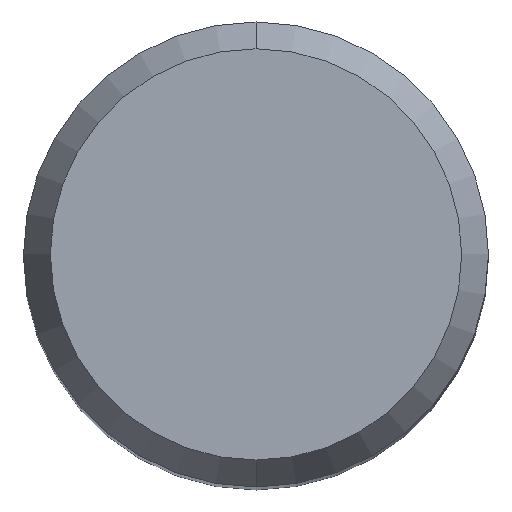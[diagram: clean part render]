
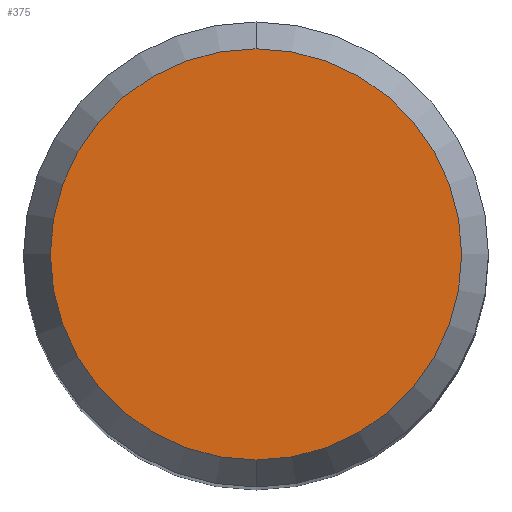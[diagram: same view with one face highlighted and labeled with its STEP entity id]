
A CAD part, top view. The second image highlights one B-rep face of the part: STEP entity #375.
In plain terms, the highlighted planar face has unit normal (0, 0, 1).
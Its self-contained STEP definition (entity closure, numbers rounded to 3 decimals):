
#181=VERTEX_POINT('',#472);
#215=EDGE_CURVE('',#331,#181,#508,.T.);
#263=EDGE_CURVE('',#181,#331,#560,.T.);
#331=VERTEX_POINT('',#636);
#375=ADVANCED_FACE('',(#687),#688,.T.);
#472=CARTESIAN_POINT('',(0.0,4.423,0.));
#508=CIRCLE('',#878,4.423);
#560=CIRCLE('',#1029,4.423);
#636=CARTESIAN_POINT('',(0.,-4.423,0.));
#687=FACE_OUTER_BOUND('',#1274,.T.);
#688=PLANE('',#1275);
#878=AXIS2_PLACEMENT_3D('',#1444,#1445,#1446);
#1029=AXIS2_PLACEMENT_3D('',#1497,#1498,#1499);
#1274=EDGE_LOOP('',(#1676,#1677));
#1275=AXIS2_PLACEMENT_3D('',#1678,#1679,#1680);
#1444=CARTESIAN_POINT('',(0.0,0.0,0.));
#1445=DIRECTION('',(0.0,0.0,-1.0));
#1446=DIRECTION('',(0.0,1.0,0.0));
#1497=CARTESIAN_POINT('',(0.0,0.0,0.));
#1498=DIRECTION('',(0.0,0.0,-1.0));
#1499=DIRECTION('',(0.0,1.0,0.0));
#1676=ORIENTED_EDGE('',*,*,#263,.F.);
#1677=ORIENTED_EDGE('',*,*,#215,.F.);
#1678=CARTESIAN_POINT('',(0.0,2.211,0.));
#1679=DIRECTION('',(-0.0,0.0,1.0));
#1680=DIRECTION('',(0.0,-1.0,0.0));
